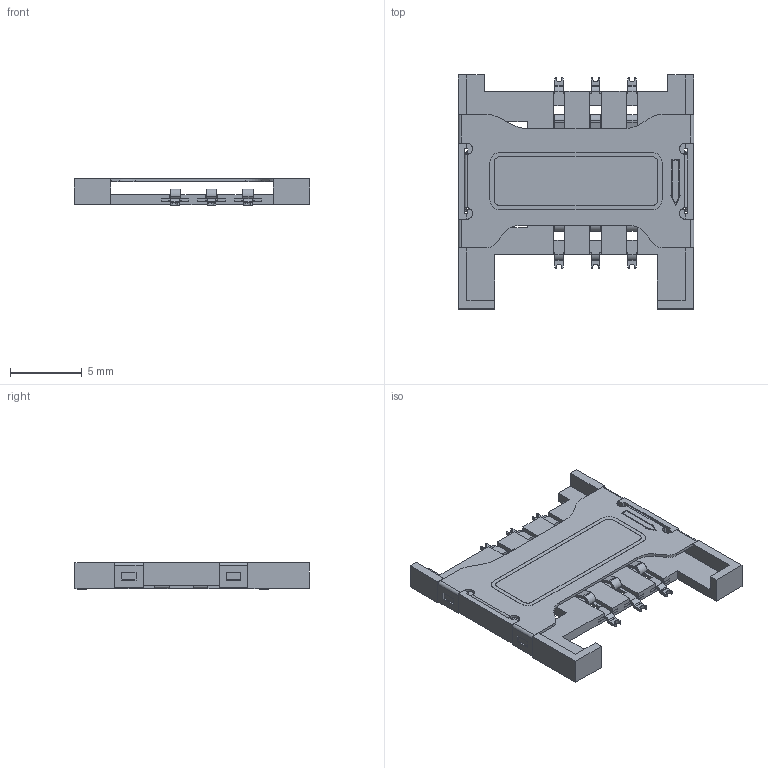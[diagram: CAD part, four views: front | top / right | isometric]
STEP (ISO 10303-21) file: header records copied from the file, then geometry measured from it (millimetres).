
FILE_DESCRIPTION(('STEP AP214'),'1');
FILE_NAME('693010020611.stp','2018-02-20T07:45:39',('TraceParts'),('TraceParts S.A.'),'Spatial InterOp 3D',' ',' ');
FILE_SCHEMA(('automotive_design'));
Length unit declared in the file: millimetre
Products named in the file (8): 693010020611_1; 693010020611_2; 693010020611_3; 693010020611_4; 693010020611_5; 693010020611_6; 693010020611_7; 693010020611_8
Bounding box: 16.4 x 16.3 x 1.85 mm (x, y, z)
Volume: 161.7 mm3; surface area: 1071.6 mm2
Topology: 8 solids, 8 shells, 725 faces, 2095 edges, 1386 vertices
Faces by surface type: plane 528, cylinder 197
Entity records: 29719 total; most frequent: CARTESIAN_POINT 4243, ORIENTED_EDGE 4190, DIRECTION 3949, EDGE_CURVE 2095, LINE 1699, VECTOR 1699, VERTEX_POINT 1386, AXIS2_PLACEMENT_3D 1125
